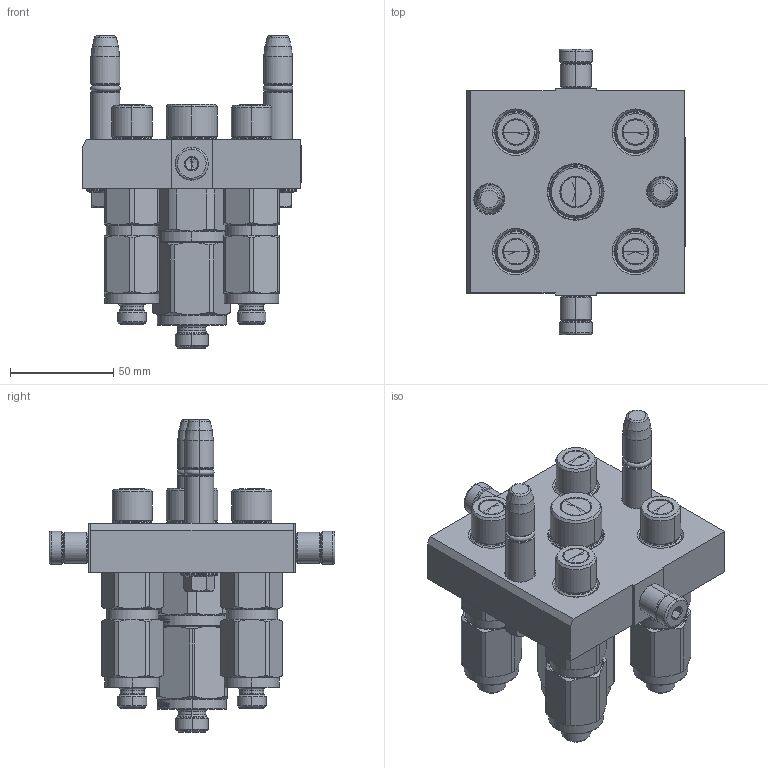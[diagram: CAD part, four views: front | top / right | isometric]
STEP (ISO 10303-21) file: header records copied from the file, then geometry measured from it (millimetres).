
FILE_DESCRIPTION (( 'STEP AP214' ), '1' );
FILE_NAME ('FASTER.step', '2021-07-05T07:01:14', ( '' ), ( '' ), 'SwSTEP 2.0', 'SolidWorks 2017', '' );
FILE_SCHEMA (( 'AUTOMOTIVE_DESIGN' ));
Length unit declared in the file: millimetre
Products named in the file (13): or2_62x9_19_m; 3ffnp12-2_16m; 1540_080_0008_000; 4830_028_1000_011; 3ffnp38-2_14m; 4830_021_0000_000; 4830_010_0000_011; FASTER; P506-1_M_BASE; et002; 4830_013_3000_030
Assembly tree (20 placements, depth 3):
  FASTER
    P506-1_M_BASE
      4830_010_0000_011
      4830_021_0000_000  x2
      1540_080_0008_000  x2
      4830_013_3000_030  x2
      4830_028_1000_011  x2
      or2_62x9_19_m  x2
    3ffnp38-2_14m  x4
      3ffnp38-2_14m
    3ffnp12-2_16m
      3ffnp12-2_16m
    et002
Bounding box: 106.3 x 138.6 x 151.4 mm (x, y, z)
Volume: 2873.9 mm3; surface area: 120159.2 mm2
Topology: 5 solids, 52 shells, 1874 faces, 4904 edges, 3115 vertices
Faces by surface type: plane 957, cone 396, cylinder 338, torus 144, bspline 39
Entity records: 52264 total; most frequent: CARTESIAN_POINT 13236, ORIENTED_EDGE 7093, DIRECTION 6662, EDGE_CURVE 3719, LINE 2570, VECTOR 2570, VERTEX_POINT 2414, AXIS2_PLACEMENT_3D 2046
